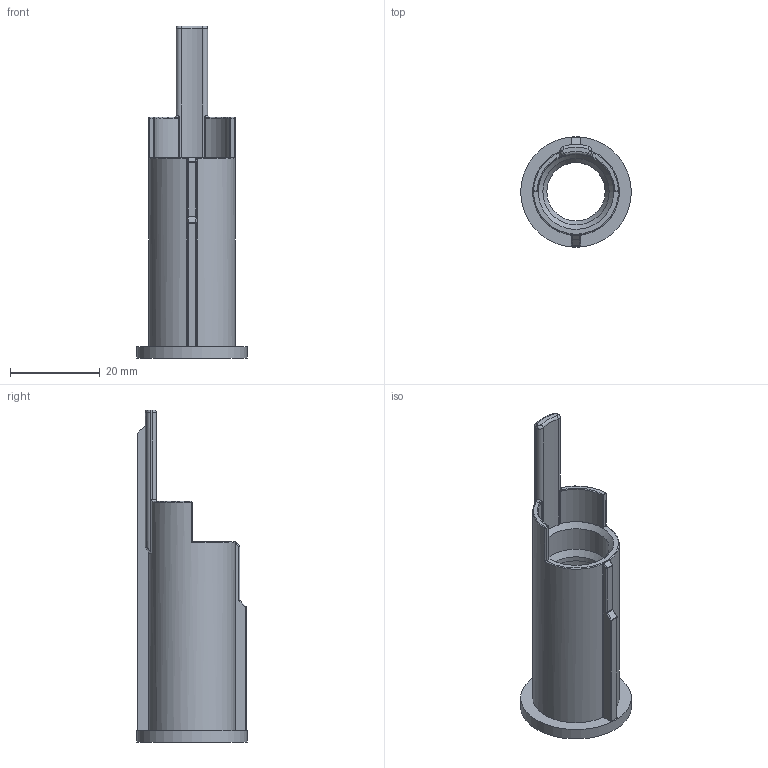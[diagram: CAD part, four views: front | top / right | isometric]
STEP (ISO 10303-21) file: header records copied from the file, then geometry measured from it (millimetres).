
FILE_DESCRIPTION(/* description */ ('STEP AP242','CAx-IF Rec.Pracs.---Representation and Presentation of Product Manufacturing Information (PMI)---4.0---2014-10-13','CAx-IF Rec.Pracs.---3D Tessellated Geometry---0.4---2014-09-14','2;1'),/* implementation_level */ '2;1');
FILE_NAME(/* name */ '630309f393c71d1710208621',/* time_stamp */ '2022-08-22T04:45:39+00:00',/* author */ (''),/* organization */ (''),/* preprocessor_version */ 'ST-DEVELOPER v18.102',/* originating_system */ ' ',/* authorisation */ ' ');
FILE_SCHEMA (('AP242_MANAGED_MODEL_BASED_3D_ENGINEERING_MIM_LF { 1 0 10303 442 1 1 4 }'));
Length unit declared in the file: metre
Products named in the file (1): Threaded
Bounding box: 24.65 x 24.65 x 74 mm (x, y, z)
Volume: 5822.7 mm3; surface area: 6925 mm2
Topology: 1 solids, 1 shells, 109 faces, 264 edges, 144 vertices
Faces by surface type: cylinder 38, plane 25, bspline 18, torus 12, sphere 10, cone 6
Full cylindrical faces by diameter (mm): 13 x1, 14.8 x1, 16.2 x1, 24.65 x1
Entity records: 3621 total; most frequent: CARTESIAN_POINT 1280, ORIENTED_EDGE 484, DIRECTION 479, EDGE_CURVE 242, AXIS2_PLACEMENT_3D 199, VERTEX_POINT 142, EDGE_LOOP 118, FACE_BOUND 118
